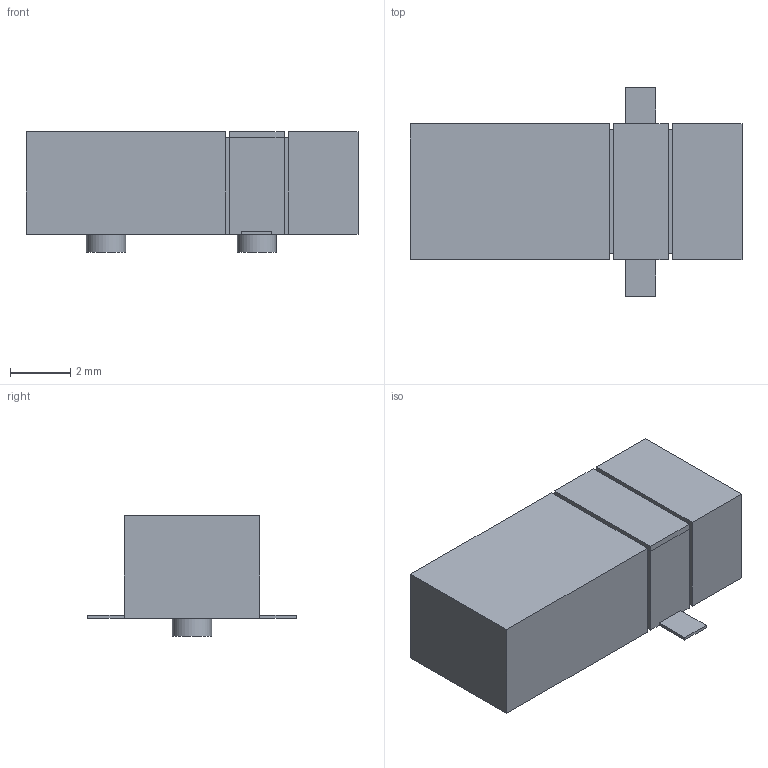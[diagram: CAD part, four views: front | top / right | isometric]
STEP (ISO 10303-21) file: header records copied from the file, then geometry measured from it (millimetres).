
FILE_DESCRIPTION(('FreeCAD Model'),'2;1');
FILE_NAME('PJ-094H-SMT-TR.step', '2019-10-23T13:06:04',('Author'),(''), 'Open CASCADE STEP processor 7.3','FreeCAD','Unknown');
FILE_SCHEMA(('AUTOMOTIVE_DESIGN { 1 0 10303 214 1 1 1 1 }'));
Length unit declared in the file: millimetre
Products named in the file (1): Body
Bounding box: 11 x 6.9 x 4 mm (x, y, z)
Volume: 139.8 mm3; surface area: 266.1 mm2
Topology: 1 solids, 1 shells, 50 faces, 115 edges, 70 vertices
Faces by surface type: plane 47, cylinder 3
Full cylindrical faces by diameter (mm): 1.3 x2, 2.75 x1
Entity records: 2890 total; most frequent: CARTESIAN_POINT 484, DIRECTION 450, LINE 333, VECTOR 333, ORIENTED_EDGE 230, PCURVE 230, DEFINITIONAL_REPRESENTATION 230, EDGE_CURVE 115
